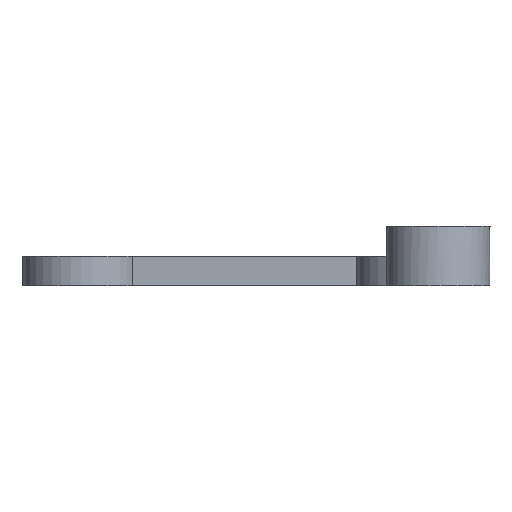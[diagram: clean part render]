
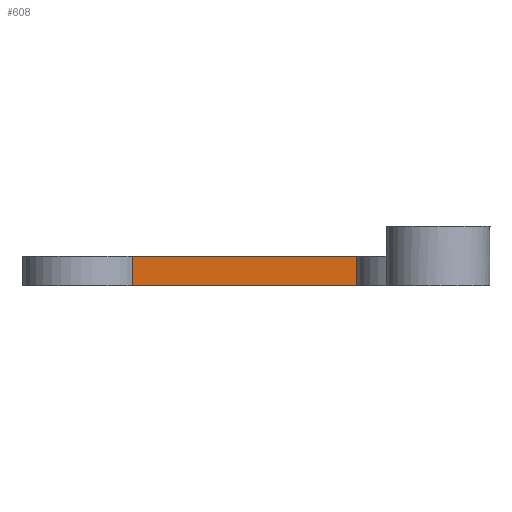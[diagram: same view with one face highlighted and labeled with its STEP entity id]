
A CAD part, left-side view. The second image highlights one B-rep face of the part: STEP entity #608.
In plain terms, the highlighted planar face has unit normal (-1, 0, 0).
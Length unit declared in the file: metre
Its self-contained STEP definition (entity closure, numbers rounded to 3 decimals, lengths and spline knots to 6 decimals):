
#20=LINE('',#972,#63);
#29=LINE('',#993,#72);
#30=LINE('',#995,#73);
#31=LINE('',#997,#74);
#63=VECTOR('',#781,1.);
#72=VECTOR('',#800,1.);
#73=VECTOR('',#801,1.);
#74=VECTOR('',#802,1.);
#155=ORIENTED_EDGE('',*,*,#308,.T.);
#156=ORIENTED_EDGE('',*,*,#309,.T.);
#157=ORIENTED_EDGE('',*,*,#310,.F.);
#158=ORIENTED_EDGE('',*,*,#297,.F.);
#297=EDGE_CURVE('',#376,#377,#20,.T.);
#308=EDGE_CURVE('',#376,#384,#29,.T.);
#309=EDGE_CURVE('',#384,#385,#30,.T.);
#310=EDGE_CURVE('',#377,#385,#31,.T.);
#376=VERTEX_POINT('',#971);
#377=VERTEX_POINT('',#973);
#384=VERTEX_POINT('',#994);
#385=VERTEX_POINT('',#996);
#468=EDGE_LOOP('',(#155,#156,#157,#158));
#531=FACE_BOUND('',#468,.T.);
#582=PLANE('',#676);
#608=ADVANCED_FACE('',(#531),#582,.F.);
#676=AXIS2_PLACEMENT_3D('',#992,#798,#799);
#781=DIRECTION('',(0.,-1.,0.));
#798=DIRECTION('',(1.,0.,0.));
#799=DIRECTION('',(0.,0.,-1.));
#800=DIRECTION('',(0.,0.,-1.));
#801=DIRECTION('',(0.,-1.,0.));
#802=DIRECTION('',(0.,0.,-1.));
#971=CARTESIAN_POINT('',(0.029406,0.026969,0.005));
#972=CARTESIAN_POINT('',(0.029406,0.018451,0.005));
#973=CARTESIAN_POINT('',(0.029406,0.009933,0.005));
#992=CARTESIAN_POINT('',(0.029406,0.018451,0.005));
#993=CARTESIAN_POINT('',(0.029406,0.026969,0.005));
#994=CARTESIAN_POINT('',(0.029406,0.026969,0.003));
#995=CARTESIAN_POINT('',(0.029406,0.018451,0.003));
#996=CARTESIAN_POINT('',(0.029406,0.009933,0.003));
#997=CARTESIAN_POINT('',(0.029406,0.009933,0.005));
